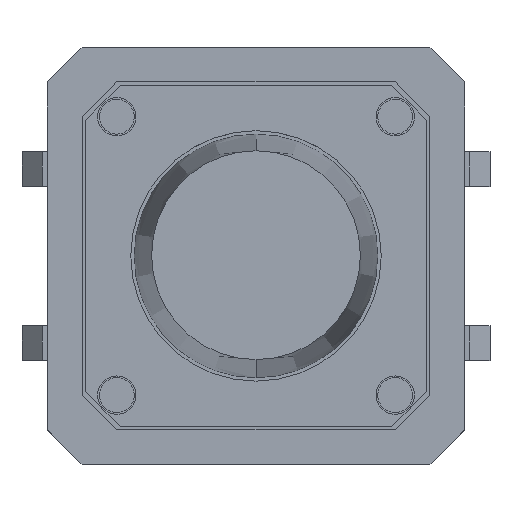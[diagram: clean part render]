
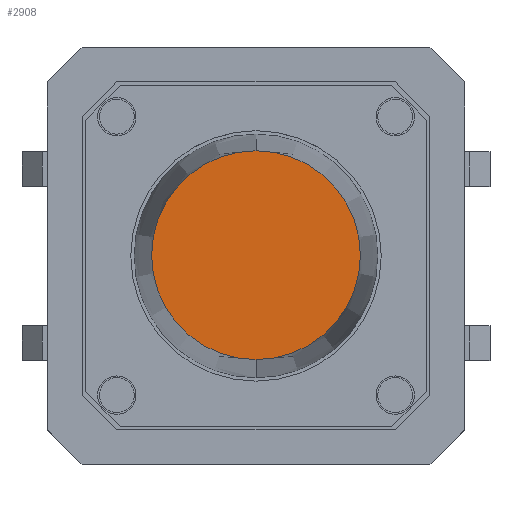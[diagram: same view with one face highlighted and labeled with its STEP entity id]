
A CAD part, top view. The second image highlights one B-rep face of the part: STEP entity #2908.
In plain terms, the highlighted planar face has unit normal (0, 0, 1).
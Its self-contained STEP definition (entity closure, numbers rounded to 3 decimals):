
#32 = EDGE_CURVE('',#33,#35,#37,.T.);
#33 = VERTEX_POINT('',#34);
#34 = CARTESIAN_POINT('',(0.025,3.,
    15.1));
#35 = VERTEX_POINT('',#36);
#36 = CARTESIAN_POINT('',(0.025,-3.,
    15.1));
#37 = SURFACE_CURVE('',#38,(#43,#77),.PCURVE_S1.);
#38 = CIRCLE('',#39,3.);
#39 = AXIS2_PLACEMENT_3D('',#40,#41,#42);
#40 = CARTESIAN_POINT('',(0.025,0.,
    15.1));
#41 = DIRECTION('',(0.,0.,-1.));
#42 = DIRECTION('',(0.,1.,0.));
#43 = PCURVE('',#44,#49);
#44 = CONICAL_SURFACE('',#45,3.5,0.043);
#45 = AXIS2_PLACEMENT_3D('',#46,#47,#48);
#46 = CARTESIAN_POINT('',(0.025,0.,
    3.4));
#47 = DIRECTION('',(0.,0.,-1.));
#48 = DIRECTION('',(0.,1.,0.));
#49 = DEFINITIONAL_REPRESENTATION('',(#50),#76);
#50 = B_SPLINE_CURVE_WITH_KNOTS('',3,(#51,#52,#53,#54,#55,#56,#57,#58,
    #59,#60,#61,#62,#63,#64,#65,#66,#67,#68,#69,#70,#71,#72,#73,#74,#75)
  ,.UNSPECIFIED.,.F.,.F.,(4,1,1,1,1,1,1,1,1,1,1,1,1,1,1,1,1,1,1,1,1,1,4)
  ,(0.,0.143,0.286,0.428,0.571,
    0.714,0.857,1.,1.142,
    1.285,1.428,1.571,1.714,
    1.856,1.999,2.142,2.285,
    2.428,2.57,2.713,2.856,
    2.999,3.142),.QUASI_UNIFORM_KNOTS.);
#51 = CARTESIAN_POINT('',(0.,-11.7));
#52 = CARTESIAN_POINT('',(0.048,-11.7));
#53 = CARTESIAN_POINT('',(0.143,-11.7));
#54 = CARTESIAN_POINT('',(0.286,-11.7));
#55 = CARTESIAN_POINT('',(0.428,-11.7));
#56 = CARTESIAN_POINT('',(0.571,-11.7));
#57 = CARTESIAN_POINT('',(0.714,-11.7));
#58 = CARTESIAN_POINT('',(0.857,-11.7));
#59 = CARTESIAN_POINT('',(1.,-11.7));
#60 = CARTESIAN_POINT('',(1.142,-11.7));
#61 = CARTESIAN_POINT('',(1.285,-11.7));
#62 = CARTESIAN_POINT('',(1.428,-11.7));
#63 = CARTESIAN_POINT('',(1.571,-11.7));
#64 = CARTESIAN_POINT('',(1.714,-11.7));
#65 = CARTESIAN_POINT('',(1.856,-11.7));
#66 = CARTESIAN_POINT('',(1.999,-11.7));
#67 = CARTESIAN_POINT('',(2.142,-11.7));
#68 = CARTESIAN_POINT('',(2.285,-11.7));
#69 = CARTESIAN_POINT('',(2.428,-11.7));
#70 = CARTESIAN_POINT('',(2.57,-11.7));
#71 = CARTESIAN_POINT('',(2.713,-11.7));
#72 = CARTESIAN_POINT('',(2.856,-11.7));
#73 = CARTESIAN_POINT('',(2.999,-11.7));
#74 = CARTESIAN_POINT('',(3.094,-11.7));
#75 = CARTESIAN_POINT('',(3.142,-11.7));
#76 = ( GEOMETRIC_REPRESENTATION_CONTEXT(2) 
PARAMETRIC_REPRESENTATION_CONTEXT() REPRESENTATION_CONTEXT('2D SPACE',''
  ) );
#77 = PCURVE('',#78,#83);
#78 = PLANE('',#79);
#79 = AXIS2_PLACEMENT_3D('',#80,#81,#82);
#80 = CARTESIAN_POINT('',(0.025,0.,
    15.1));
#81 = DIRECTION('',(0.,0.,-1.));
#82 = DIRECTION('',(0.,1.,0.));
#83 = DEFINITIONAL_REPRESENTATION('',(#84),#88);
#84 = CIRCLE('',#85,3.);
#85 = AXIS2_PLACEMENT_2D('',#86,#87);
#86 = CARTESIAN_POINT('',(0.,0.));
#87 = DIRECTION('',(1.,0.));
#88 = ( GEOMETRIC_REPRESENTATION_CONTEXT(2) 
PARAMETRIC_REPRESENTATION_CONTEXT() REPRESENTATION_CONTEXT('2D SPACE',''
  ) );
#128 = CONICAL_SURFACE('',#129,3.5,0.043);
#129 = AXIS2_PLACEMENT_3D('',#130,#131,#132);
#130 = CARTESIAN_POINT('',(0.025,0.,
    3.4));
#131 = DIRECTION('',(0.,0.,-1.));
#132 = DIRECTION('',(0.,1.,0.));
#2744 = EDGE_CURVE('',#35,#33,#2745,.T.);
#2745 = SURFACE_CURVE('',#2746,(#2751,#2780),.PCURVE_S1.);
#2746 = CIRCLE('',#2747,3.);
#2747 = AXIS2_PLACEMENT_3D('',#2748,#2749,#2750);
#2748 = CARTESIAN_POINT('',(0.025,0.,
    15.1));
#2749 = DIRECTION('',(0.,0.,-1.));
#2750 = DIRECTION('',(0.,1.,0.));
#2751 = PCURVE('',#128,#2752);
#2752 = DEFINITIONAL_REPRESENTATION('',(#2753),#2779);
#2753 = B_SPLINE_CURVE_WITH_KNOTS('',3,(#2754,#2755,#2756,#2757,#2758,
    #2759,#2760,#2761,#2762,#2763,#2764,#2765,#2766,#2767,#2768,#2769,
    #2770,#2771,#2772,#2773,#2774,#2775,#2776,#2777,#2778),
  .UNSPECIFIED.,.F.,.F.,(4,1,1,1,1,1,1,1,1,1,1,1,1,1,1,1,1,1,1,1,1,1,4),
  (3.142,3.284,3.427,3.57,
    3.713,3.856,3.998,4.141,
    4.284,4.427,4.57,4.712,
    4.855,4.998,5.141,5.284,
    5.426,5.569,5.712,5.855,
    5.998,6.14,6.283),.QUASI_UNIFORM_KNOTS.);
#2754 = CARTESIAN_POINT('',(3.142,-11.7));
#2755 = CARTESIAN_POINT('',(3.189,-11.7));
#2756 = CARTESIAN_POINT('',(3.284,-11.7));
#2757 = CARTESIAN_POINT('',(3.427,-11.7));
#2758 = CARTESIAN_POINT('',(3.57,-11.7));
#2759 = CARTESIAN_POINT('',(3.713,-11.7));
#2760 = CARTESIAN_POINT('',(3.856,-11.7));
#2761 = CARTESIAN_POINT('',(3.998,-11.7));
#2762 = CARTESIAN_POINT('',(4.141,-11.7));
#2763 = CARTESIAN_POINT('',(4.284,-11.7));
#2764 = CARTESIAN_POINT('',(4.427,-11.7));
#2765 = CARTESIAN_POINT('',(4.57,-11.7));
#2766 = CARTESIAN_POINT('',(4.712,-11.7));
#2767 = CARTESIAN_POINT('',(4.855,-11.7));
#2768 = CARTESIAN_POINT('',(4.998,-11.7));
#2769 = CARTESIAN_POINT('',(5.141,-11.7));
#2770 = CARTESIAN_POINT('',(5.284,-11.7));
#2771 = CARTESIAN_POINT('',(5.426,-11.7));
#2772 = CARTESIAN_POINT('',(5.569,-11.7));
#2773 = CARTESIAN_POINT('',(5.712,-11.7));
#2774 = CARTESIAN_POINT('',(5.855,-11.7));
#2775 = CARTESIAN_POINT('',(5.998,-11.7));
#2776 = CARTESIAN_POINT('',(6.14,-11.7));
#2777 = CARTESIAN_POINT('',(6.236,-11.7));
#2778 = CARTESIAN_POINT('',(6.283,-11.7));
#2779 = ( GEOMETRIC_REPRESENTATION_CONTEXT(2) 
PARAMETRIC_REPRESENTATION_CONTEXT() REPRESENTATION_CONTEXT('2D SPACE',''
  ) );
#2780 = PCURVE('',#78,#2781);
#2781 = DEFINITIONAL_REPRESENTATION('',(#2782),#2786);
#2782 = CIRCLE('',#2783,3.);
#2783 = AXIS2_PLACEMENT_2D('',#2784,#2785);
#2784 = CARTESIAN_POINT('',(0.,0.));
#2785 = DIRECTION('',(1.,0.));
#2786 = ( GEOMETRIC_REPRESENTATION_CONTEXT(2) 
PARAMETRIC_REPRESENTATION_CONTEXT() REPRESENTATION_CONTEXT('2D SPACE',''
  ) );
#2908 = ADVANCED_FACE('',(#2909),#78,.F.);
#2909 = FACE_BOUND('',#2910,.T.);
#2910 = EDGE_LOOP('',(#2911,#2912));
#2911 = ORIENTED_EDGE('',*,*,#32,.F.);
#2912 = ORIENTED_EDGE('',*,*,#2744,.F.);
